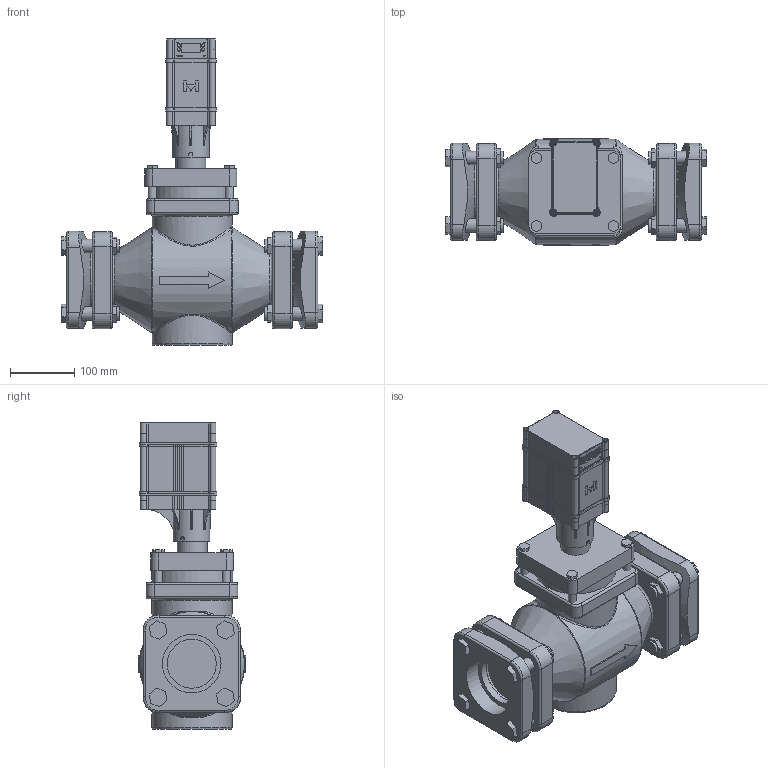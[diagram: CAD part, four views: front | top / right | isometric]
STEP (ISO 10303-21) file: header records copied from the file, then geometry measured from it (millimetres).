
FILE_DESCRIPTION(/* description */ (''),/* implementation_level */ '2;1');
FILE_NAME(/* name */ 'MCR80_3IN_SW.stp',/* time_stamp */ '2020-06-24T20:17:46-05:00',/* author */ ('kruffolo'),/* organization */ (''),/* preprocessor_version */ 'ST-DEVELOPER v15.5',/* originating_system */ 'AutoCAD Mechanical',/* authorisation */ '');
FILE_SCHEMA (('AUTOMOTIVE_DESIGN { 1 0 10303 214 3 1 1 }'));
Length unit declared in the file: inch
Products named in the file (12): BOLT_844_2$1$ATF; NUT_844$1$ATF; BOLT_0.5$1$ATF; 75-3451$1$ATF; 75-3450$1$ATF; HKS250_300_SW_NEW$1$ATF; E-2978 REV A$1$ATF; E-2978 REV A_CPY$1$ATF; 75-3454$1$ATF; 75-3453$1$ATF; MCR80-3IN-SW; Product
Bounding box: 405.89 x 167.64 x 477.39 mm (x, y, z)
Volume: 8935403 mm3; surface area: 780982.9 mm2
Topology: 32 solids, 32 shells, 1069 faces, 2841 edges, 1884 vertices
Faces by surface type: plane 524, cylinder 376, bspline 108, torus 44, cone 17
Full cylindrical faces by diameter (mm): 1.702 x1, 1.709 x3, 3.302 x8, 3.734 x4, 4.039 x3, 5.08 x3, 5.083 x1, 5.156 x16, 8.382 x8, 12.7 x4, 21.438 x32, 44.45 x2, 46.33 x1, 50.8 x2, 57.15 x1, 76.2 x2, 76.581 x2, 90.932 x2, 95.25 x2, 124.46 x2, 125.984 x1
Entity records: 34390 total; most frequent: CARTESIAN_POINT 12951, ORIENTED_EDGE 4322, DIRECTION 4280, EDGE_CURVE 2153, AXIS2_PLACEMENT_3D 1576, VERTEX_POINT 1431, LINE 1128, VECTOR 1128
